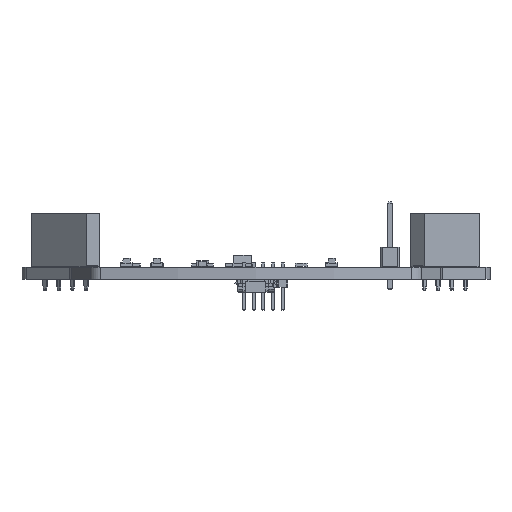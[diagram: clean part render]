
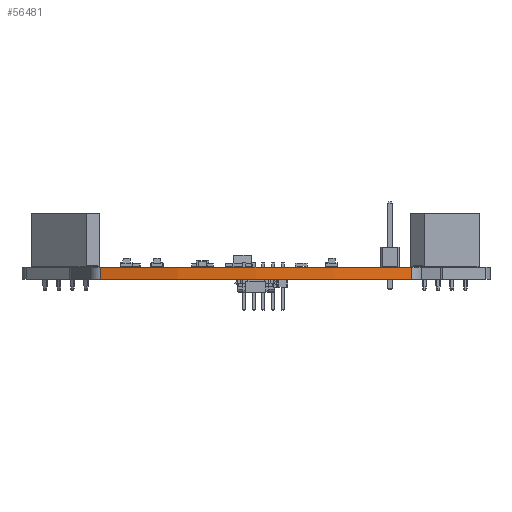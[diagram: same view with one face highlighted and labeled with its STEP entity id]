
A CAD part, left-side view. The second image highlights one B-rep face of the part: STEP entity #56481.
In plain terms, the highlighted cylindrical face has radius 85 mm (diameter 170 mm), a partial arc.
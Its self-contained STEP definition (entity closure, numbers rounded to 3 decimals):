
#51399 = PLANE('',#51400);
#51400 = AXIS2_PLACEMENT_3D('',#51401,#51402,#51403);
#51401 = CARTESIAN_POINT('',(75.31,-115.03,1.6));
#51402 = DIRECTION('',(0.,0.,1.));
#51403 = DIRECTION('',(1.,0.,-0.));
#51454 = PLANE('',#51455);
#51455 = AXIS2_PLACEMENT_3D('',#51456,#51457,#51458);
#51456 = CARTESIAN_POINT('',(75.31,-115.03,0.));
#51457 = DIRECTION('',(0.,0.,1.));
#51458 = DIRECTION('',(1.,0.,-0.));
#51961 = VERTEX_POINT('',#51962);
#51962 = CARTESIAN_POINT('',(47.44,-94.564,0.));
#51977 = CYLINDRICAL_SURFACE('',#51978,2.);
#51978 = AXIS2_PLACEMENT_3D('',#51979,#51980,#51981);
#51979 = CARTESIAN_POINT('',(49.381,-95.046,0.));
#51980 = DIRECTION('',(-0.,-0.,-1.));
#51981 = DIRECTION('',(1.,0.,-0.));
#51989 = EDGE_CURVE('',#51961,#51990,#51992,.T.);
#51990 = VERTEX_POINT('',#51991);
#51991 = CARTESIAN_POINT('',(47.44,-135.497,0.));
#51992 = SURFACE_CURVE('',#51993,(#51998,#52005),.PCURVE_S1.);
#51993 = CIRCLE('',#51994,85.);
#51994 = AXIS2_PLACEMENT_3D('',#51995,#51996,#51997);
#51995 = CARTESIAN_POINT('',(129.939,-115.03,0.));
#51996 = DIRECTION('',(0.,0.,1.));
#51997 = DIRECTION('',(1.,0.,-0.));
#51998 = PCURVE('',#51454,#51999);
#51999 = DEFINITIONAL_REPRESENTATION('',(#52000),#52004);
#52000 = CIRCLE('',#52001,85.);
#52001 = AXIS2_PLACEMENT_2D('',#52002,#52003);
#52002 = CARTESIAN_POINT('',(54.629,0.));
#52003 = DIRECTION('',(1.,0.));
#52004 = ( GEOMETRIC_REPRESENTATION_CONTEXT(2) 
PARAMETRIC_REPRESENTATION_CONTEXT() REPRESENTATION_CONTEXT('2D SPACE',''
  ) );
#52005 = PCURVE('',#52006,#52011);
#52006 = CYLINDRICAL_SURFACE('',#52007,85.);
#52007 = AXIS2_PLACEMENT_3D('',#52008,#52009,#52010);
#52008 = CARTESIAN_POINT('',(129.939,-115.03,0.));
#52009 = DIRECTION('',(-0.,-0.,-1.));
#52010 = DIRECTION('',(1.,0.,-0.));
#52011 = DEFINITIONAL_REPRESENTATION('',(#52012),#52016);
#52012 = LINE('',#52013,#52014);
#52013 = CARTESIAN_POINT('',(-0.,0.));
#52014 = VECTOR('',#52015,1.);
#52015 = DIRECTION('',(-1.,0.));
#52016 = ( GEOMETRIC_REPRESENTATION_CONTEXT(2) 
PARAMETRIC_REPRESENTATION_CONTEXT() REPRESENTATION_CONTEXT('2D SPACE',''
  ) );
#52035 = CYLINDRICAL_SURFACE('',#52036,2.);
#52036 = AXIS2_PLACEMENT_3D('',#52037,#52038,#52039);
#52037 = CARTESIAN_POINT('',(49.381,-135.015,0.));
#52038 = DIRECTION('',(-0.,-0.,-1.));
#52039 = DIRECTION('',(1.,0.,-0.));
#54172 = VERTEX_POINT('',#54173);
#54173 = CARTESIAN_POINT('',(47.44,-94.564,1.6));
#54195 = EDGE_CURVE('',#54172,#54196,#54198,.T.);
#54196 = VERTEX_POINT('',#54197);
#54197 = CARTESIAN_POINT('',(47.44,-135.497,1.6));
#54198 = SURFACE_CURVE('',#54199,(#54204,#54211),.PCURVE_S1.);
#54199 = CIRCLE('',#54200,85.);
#54200 = AXIS2_PLACEMENT_3D('',#54201,#54202,#54203);
#54201 = CARTESIAN_POINT('',(129.939,-115.03,1.6));
#54202 = DIRECTION('',(0.,0.,1.));
#54203 = DIRECTION('',(1.,0.,-0.));
#54204 = PCURVE('',#51399,#54205);
#54205 = DEFINITIONAL_REPRESENTATION('',(#54206),#54210);
#54206 = CIRCLE('',#54207,85.);
#54207 = AXIS2_PLACEMENT_2D('',#54208,#54209);
#54208 = CARTESIAN_POINT('',(54.629,0.));
#54209 = DIRECTION('',(1.,0.));
#54210 = ( GEOMETRIC_REPRESENTATION_CONTEXT(2) 
PARAMETRIC_REPRESENTATION_CONTEXT() REPRESENTATION_CONTEXT('2D SPACE',''
  ) );
#54211 = PCURVE('',#52006,#54212);
#54212 = DEFINITIONAL_REPRESENTATION('',(#54213),#54217);
#54213 = LINE('',#54214,#54215);
#54214 = CARTESIAN_POINT('',(-0.,-1.6));
#54215 = VECTOR('',#54216,1.);
#54216 = DIRECTION('',(-1.,0.));
#54217 = ( GEOMETRIC_REPRESENTATION_CONTEXT(2) 
PARAMETRIC_REPRESENTATION_CONTEXT() REPRESENTATION_CONTEXT('2D SPACE',''
  ) );
#56431 = EDGE_CURVE('',#51990,#54196,#56432,.T.);
#56432 = SURFACE_CURVE('',#56433,(#56437,#56444),.PCURVE_S1.);
#56433 = LINE('',#56434,#56435);
#56434 = CARTESIAN_POINT('',(47.44,-135.497,0.));
#56435 = VECTOR('',#56436,1.);
#56436 = DIRECTION('',(0.,0.,1.));
#56437 = PCURVE('',#52035,#56438);
#56438 = DEFINITIONAL_REPRESENTATION('',(#56439),#56443);
#56439 = LINE('',#56440,#56441);
#56440 = CARTESIAN_POINT('',(-3.385,0.));
#56441 = VECTOR('',#56442,1.);
#56442 = DIRECTION('',(-0.,-1.));
#56443 = ( GEOMETRIC_REPRESENTATION_CONTEXT(2) 
PARAMETRIC_REPRESENTATION_CONTEXT() REPRESENTATION_CONTEXT('2D SPACE',''
  ) );
#56444 = PCURVE('',#52006,#56445);
#56445 = DEFINITIONAL_REPRESENTATION('',(#56446),#56450);
#56446 = LINE('',#56447,#56448);
#56447 = CARTESIAN_POINT('',(-3.385,0.));
#56448 = VECTOR('',#56449,1.);
#56449 = DIRECTION('',(-0.,-1.));
#56450 = ( GEOMETRIC_REPRESENTATION_CONTEXT(2) 
PARAMETRIC_REPRESENTATION_CONTEXT() REPRESENTATION_CONTEXT('2D SPACE',''
  ) );
#56460 = EDGE_CURVE('',#51961,#54172,#56461,.T.);
#56461 = SURFACE_CURVE('',#56462,(#56466,#56473),.PCURVE_S1.);
#56462 = LINE('',#56463,#56464);
#56463 = CARTESIAN_POINT('',(47.44,-94.564,0.));
#56464 = VECTOR('',#56465,1.);
#56465 = DIRECTION('',(0.,0.,1.));
#56466 = PCURVE('',#51977,#56467);
#56467 = DEFINITIONAL_REPRESENTATION('',(#56468),#56472);
#56468 = LINE('',#56469,#56470);
#56469 = CARTESIAN_POINT('',(-2.898,0.));
#56470 = VECTOR('',#56471,1.);
#56471 = DIRECTION('',(-0.,-1.));
#56472 = ( GEOMETRIC_REPRESENTATION_CONTEXT(2) 
PARAMETRIC_REPRESENTATION_CONTEXT() REPRESENTATION_CONTEXT('2D SPACE',''
  ) );
#56473 = PCURVE('',#52006,#56474);
#56474 = DEFINITIONAL_REPRESENTATION('',(#56475),#56479);
#56475 = LINE('',#56476,#56477);
#56476 = CARTESIAN_POINT('',(-2.898,0.));
#56477 = VECTOR('',#56478,1.);
#56478 = DIRECTION('',(-0.,-1.));
#56479 = ( GEOMETRIC_REPRESENTATION_CONTEXT(2) 
PARAMETRIC_REPRESENTATION_CONTEXT() REPRESENTATION_CONTEXT('2D SPACE',''
  ) );
#56481 = ADVANCED_FACE('',(#56482),#52006,.T.);
#56482 = FACE_BOUND('',#56483,.F.);
#56483 = EDGE_LOOP('',(#56484,#56485,#56486,#56487));
#56484 = ORIENTED_EDGE('',*,*,#56460,.T.);
#56485 = ORIENTED_EDGE('',*,*,#54195,.T.);
#56486 = ORIENTED_EDGE('',*,*,#56431,.F.);
#56487 = ORIENTED_EDGE('',*,*,#51989,.F.);
